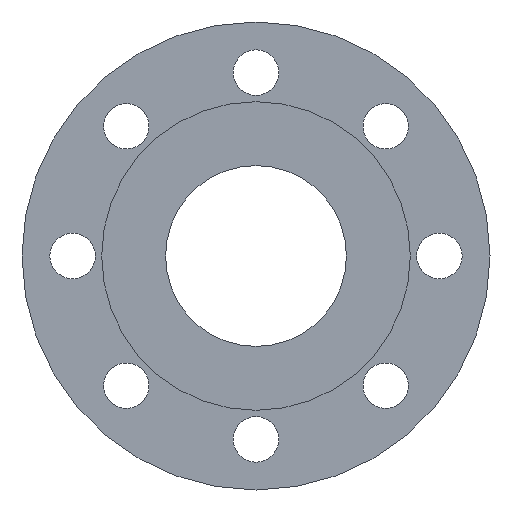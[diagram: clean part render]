
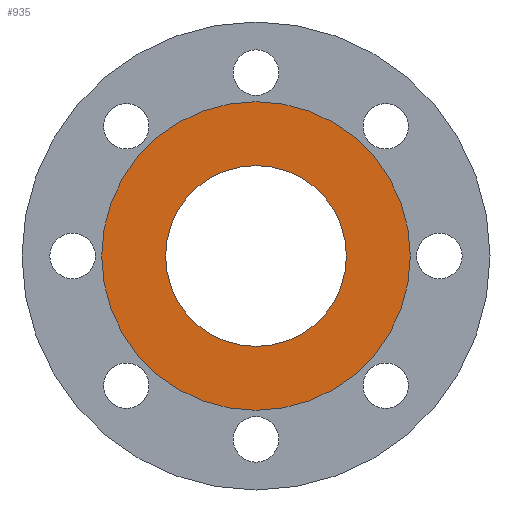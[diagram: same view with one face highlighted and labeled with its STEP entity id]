
A CAD part, front view. The second image highlights one B-rep face of the part: STEP entity #935.
In plain terms, the highlighted planar face has unit normal (0, -1, 0).
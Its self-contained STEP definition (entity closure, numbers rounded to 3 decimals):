
#8 = AXIS2_PLACEMENT_3D ( 'NONE', #868, #57, #227 ) ;
#19 = EDGE_LOOP ( 'NONE', ( #945, #948 ) ) ;
#20 = CARTESIAN_POINT ( 'NONE',  ( 0., 0., 61. ) ) ;
#57 = DIRECTION ( 'NONE',  ( 0., -1., 0. ) ) ;
#70 = VERTEX_POINT ( 'NONE', #20 ) ;
#103 = CARTESIAN_POINT ( 'NONE',  ( 0., 0., -61. ) ) ;
#106 = ORIENTED_EDGE ( 'NONE', *, *, #858, .F. ) ;
#116 = EDGE_CURVE ( 'NONE', #309, #489, #1041, .T. ) ;
#152 = CARTESIAN_POINT ( 'NONE',  ( 0., 0., -35.75 ) ) ;
#227 = DIRECTION ( 'NONE',  ( 0., 0., -1. ) ) ;
#264 = EDGE_LOOP ( 'NONE', ( #470, #106 ) ) ;
#309 = VERTEX_POINT ( 'NONE', #152 ) ;
#349 = DIRECTION ( 'NONE',  ( 0., 0., 1. ) ) ;
#383 = VERTEX_POINT ( 'NONE', #103 ) ;
#411 = CARTESIAN_POINT ( 'NONE',  ( 0., 0., 0. ) ) ;
#470 = ORIENTED_EDGE ( 'NONE', *, *, #801, .F. ) ;
#479 = CIRCLE ( 'NONE', #774, 61. ) ;
#481 = CARTESIAN_POINT ( 'NONE',  ( 0., 0., 0. ) ) ;
#489 = VERTEX_POINT ( 'NONE', #718 ) ;
#510 = FACE_BOUND ( 'NONE', #19, .T. ) ;
#680 = DIRECTION ( 'NONE',  ( 0., 1., 0. ) ) ;
#691 = AXIS2_PLACEMENT_3D ( 'NONE', #481, #849, #764 ) ;
#701 = CARTESIAN_POINT ( 'NONE',  ( 0., 0., 0. ) ) ;
#713 = CIRCLE ( 'NONE', #691, 61. ) ;
#718 = CARTESIAN_POINT ( 'NONE',  ( 0., 0., 35.75 ) ) ;
#742 = AXIS2_PLACEMENT_3D ( 'NONE', #701, #1063, #349 ) ;
#764 = DIRECTION ( 'NONE',  ( 0., 0., 1. ) ) ;
#774 = AXIS2_PLACEMENT_3D ( 'NONE', #411, #680, #951 ) ;
#786 = DIRECTION ( 'NONE',  ( 0., 0., 1. ) ) ;
#801 = EDGE_CURVE ( 'NONE', #70, #383, #479, .T. ) ;
#840 = EDGE_CURVE ( 'NONE', #489, #309, #915, .T. ) ;
#849 = DIRECTION ( 'NONE',  ( 0., 1., 0. ) ) ;
#858 = EDGE_CURVE ( 'NONE', #383, #70, #713, .T. ) ;
#868 = CARTESIAN_POINT ( 'NONE',  ( 0., 0., 35.75 ) ) ;
#915 = CIRCLE ( 'NONE', #1073, 35.75 ) ;
#935 = ADVANCED_FACE ( 'NONE', ( #510, #986 ), #1042, .T. ) ;
#945 = ORIENTED_EDGE ( 'NONE', *, *, #840, .T. ) ;
#948 = ORIENTED_EDGE ( 'NONE', *, *, #116, .T. ) ;
#951 = DIRECTION ( 'NONE',  ( 0., 0., 1. ) ) ;
#986 = FACE_OUTER_BOUND ( 'NONE', #264, .T. ) ;
#1041 = CIRCLE ( 'NONE', #742, 35.75 ) ;
#1042 = PLANE ( 'NONE',  #8 ) ;
#1049 = DIRECTION ( 'NONE',  ( 0., 1., 0. ) ) ;
#1063 = DIRECTION ( 'NONE',  ( 0., 1., 0. ) ) ;
#1073 = AXIS2_PLACEMENT_3D ( 'NONE', #1136, #1049, #786 ) ;
#1136 = CARTESIAN_POINT ( 'NONE',  ( 0., 0., 0. ) ) ;
